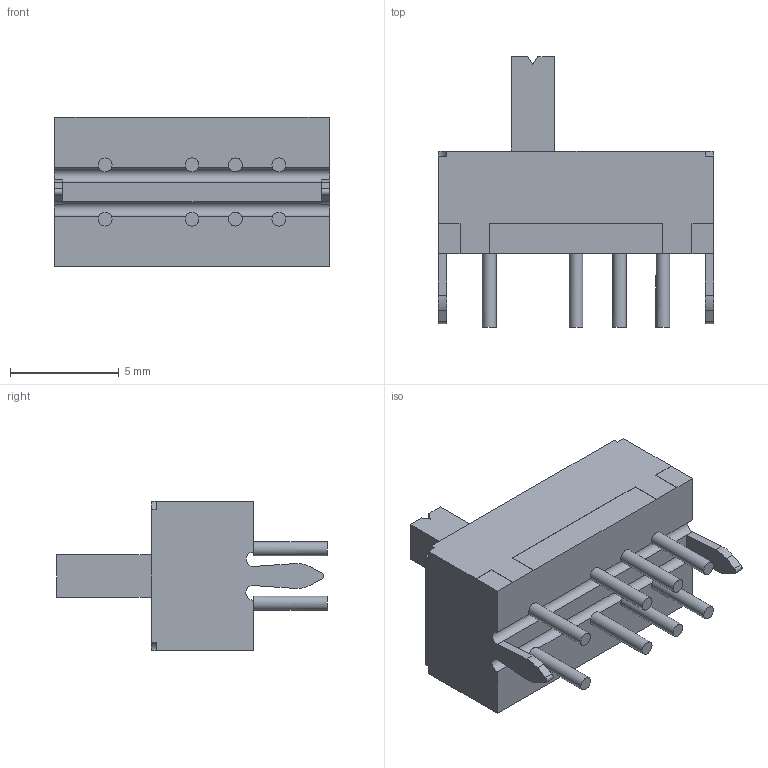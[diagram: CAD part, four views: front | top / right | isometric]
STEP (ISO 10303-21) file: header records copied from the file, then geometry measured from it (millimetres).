
FILE_DESCRIPTION(/* description */ ('Unknown'),/* implementation_level */ '2;1');
FILE_NAME(/* name */ 'Switch - Selector - SS23D07',/* time_stamp */ '2018-10-30T16:23:05-04:00',/* author */ ('Unknown'),/* organization */ ('Unknown'),/* preprocessor_version */ 'ST-DEVELOPER v16.7',/* originating_system */ 'DEX',/* authorisation */ $);
FILE_SCHEMA (('AUTOMOTIVE_DESIGN {1 0 10303 214 3 1 1}'));
Length unit declared in the file: millimetre
Products named in the file (1): Switch - Selector - SS23D07
Bounding box: 12.7 x 12.47 x 6.9 mm (x, y, z)
Volume: 431 mm3; surface area: 500.8 mm2
Topology: 1 solids, 21 shells, 253 faces, 609 edges, 400 vertices
Faces by surface type: plane 194, bspline 39, cylinder 20
Full cylindrical faces by diameter (mm): 0.635 x8
Entity records: 10348 total; most frequent: CARTESIAN_POINT 3352, ORIENTED_EDGE 1178, DIRECTION 803, EDGE_CURVE 589, VERTEX_POINT 392, EDGE_LOOP 279, FACE_BOUND 279, LINE 277
